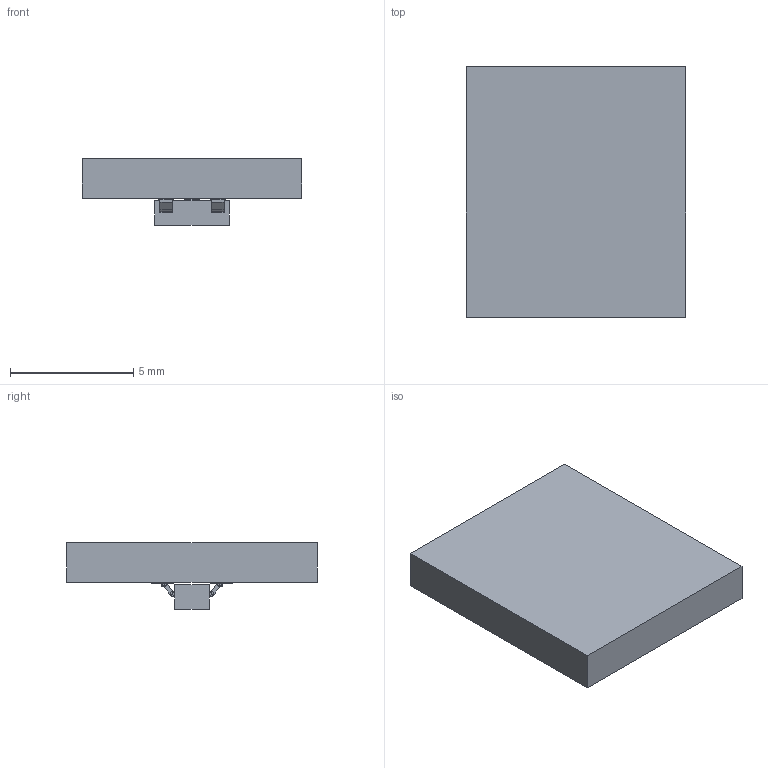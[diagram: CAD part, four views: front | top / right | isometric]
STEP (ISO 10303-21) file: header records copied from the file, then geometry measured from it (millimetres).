
FILE_DESCRIPTION (( 'STEP AP210' ), '1' );
FILE_NAME ('SOT23', '', ( '' ), ( '' ), 'STEP 3.0', 'TARGET 3001!', '' );
FILE_SCHEMA (( 'ELECTRONIC_ASSEMBLY_INTERCONNECT_AND_PACKAGING_DESIGN' ));
Length unit declared in the file: millimetre
Products named in the file (3): SOT23_Board; SOT23_PadsAndTracks; SOT23_GEH3
Bounding box: 8.89 x 10.16 x 2.7 mm (x, y, z)
Volume: 149.1 mm3; surface area: 269.1 mm2
Topology: 20 solids, 20 shells, 108 faces, 204 edges, 136 vertices
Faces by surface type: plane 96, cylinder 12
Entity records: 2225 total; most frequent: ORIENTED_EDGE 408, DIRECTION 276, EDGE_CURVE 204, LINE 180, VECTOR 174, CARTESIAN_POINT 148, VERTEX_POINT 136, EDGE_LOOP 108
